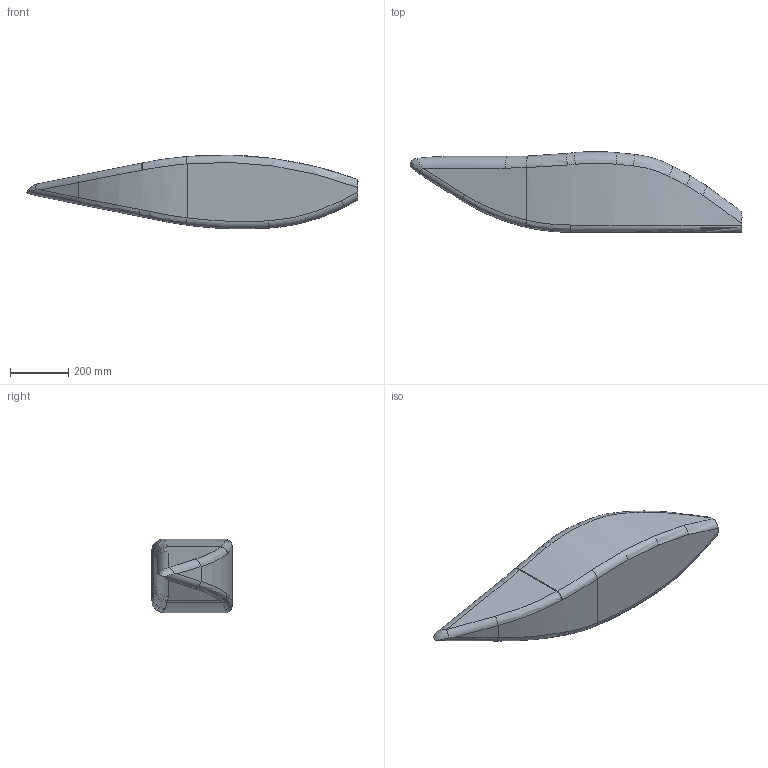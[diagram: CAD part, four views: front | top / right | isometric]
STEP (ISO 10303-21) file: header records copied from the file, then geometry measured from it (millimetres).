
FILE_DESCRIPTION(/* description */ (''),/* implementation_level */ '2;1');
FILE_NAME(/* name */ 'another fuselage idk v11.step',/* time_stamp */ '2021-07-09T19:41:08+05:00',/* author */ (''),/* organization */ (''),/* preprocessor_version */ 'ST-DEVELOPER v18.1',/* originating_system */ 'Autodesk Translation Framework v10.9.0.1377',/* authorisation */ '');
FILE_SCHEMA (('AUTOMOTIVE_DESIGN { 1 0 10303 214 3 1 1 }'));
Length unit declared in the file: centimetre
Products named in the file (1): another fuselage idk
Bounding box: 1135.77 x 276.37 x 252.69 mm (x, y, z)
Volume: 43835150.2 mm3; surface area: 817507 mm2
Topology: 1 solids, 1 shells, 58 faces, 135 edges, 79 vertices
Faces by surface type: bspline 28, cylinder 16, plane 11, torus 3
Entity records: 2519 total; most frequent: CARTESIAN_POINT 1270, ORIENTED_EDGE 270, DIRECTION 230, EDGE_CURVE 135, AXIS2_PLACEMENT_3D 99, VERTEX_POINT 79, FACE_OUTER_BOUND 58, EDGE_LOOP 58
